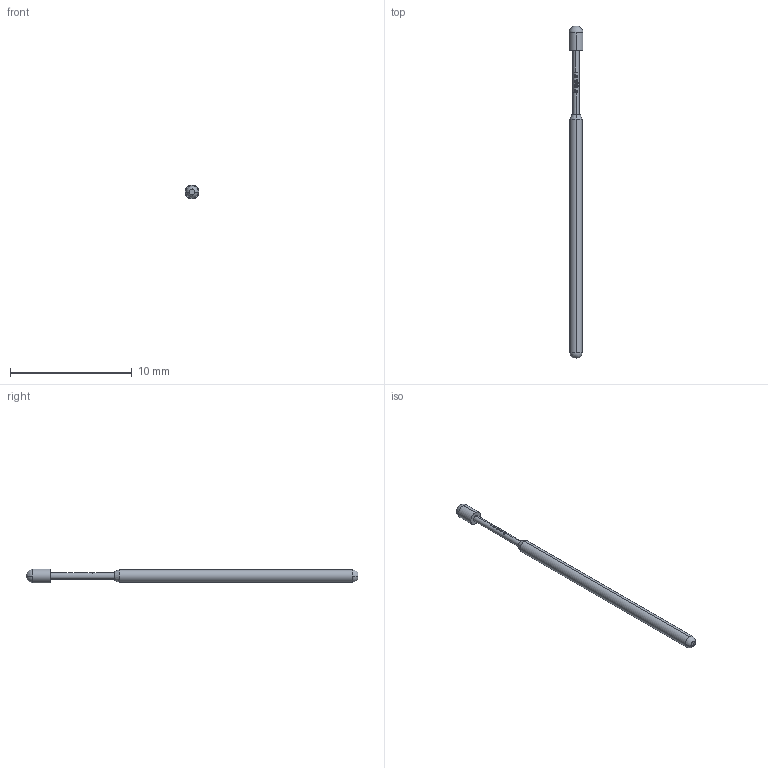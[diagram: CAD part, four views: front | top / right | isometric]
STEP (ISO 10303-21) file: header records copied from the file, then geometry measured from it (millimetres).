
FILE_DESCRIPTION (( 'STEP AP203' ), '1' );
FILE_NAME ('INGUN_GKS-101_305_115_A_xx00.STEP', '2021-11-02T07:43:27', ( 'ochi' ), ( '' ), 'SwSTEP 2.0', 'SolidWorks 2018', '' );
FILE_SCHEMA (( 'CONFIG_CONTROL_DESIGN' ));
Length unit declared in the file: millimetre
Products named in the file (1): INGUN_GKS-101_305_115_A_xx00
Bounding box: 1.15 x 27.3 x 1.15 mm (x, y, z)
Volume: 18.5 mm3; surface area: 79.8 mm2
Topology: 1 solids, 1 shells, 88 faces, 252 edges, 165 vertices
Faces by surface type: bspline 42, cylinder 27, plane 13, sphere 4, cone 2
Entity records: 3908 total; most frequent: CARTESIAN_POINT 2031, ORIENTED_EDGE 496, EDGE_CURVE 248, B_SPLINE_CURVE_WITH_KNOTS 192, DIRECTION 178, VERTEX_POINT 165, EDGE_LOOP 91, ADVANCED_FACE 88
